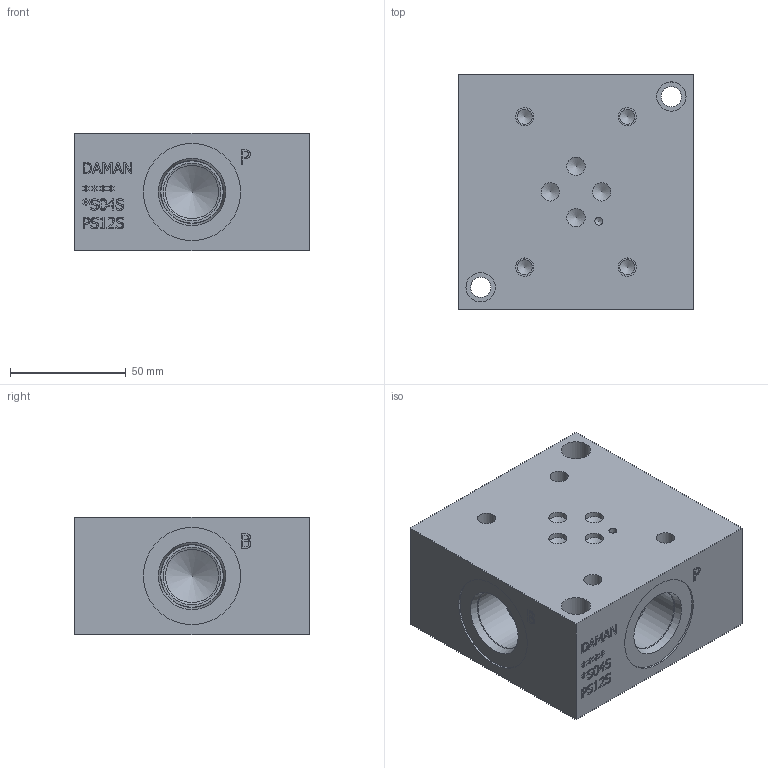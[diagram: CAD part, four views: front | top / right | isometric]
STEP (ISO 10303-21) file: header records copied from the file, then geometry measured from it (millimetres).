
FILE_DESCRIPTION(/* description */ (''),/* implementation_level */ '2;1');
FILE_NAME(/* name */ '_S04SPS12S.stp',/* time_stamp */ '2022-10-03T14:49:31-04:00',/* author */ ('bobbyh'),/* organization */ (''),/* preprocessor_version */ 'ST-DEVELOPER v18',/* originating_system */ 'Autodesk Inventor 2020',/* authorisation */ '');
FILE_SCHEMA (('AUTOMOTIVE_DESIGN { 1 0 10303 214 3 1 1 }'));
Length unit declared in the file: millimetre
Products named in the file (1): Part_AS04SPS12S_3D
Bounding box: 101.6 x 101.6 x 50.8 mm (x, y, z)
Volume: 438893.9 mm3; surface area: 57182.6 mm2
Topology: 1 solids, 1 shells, 473 faces, 1299 edges, 875 vertices
Faces by surface type: plane 285, bspline 126, cylinder 37, cone 25
Full cylindrical faces by diameter (mm): 3.454 x1, 6.528 x4, 7.925 x8, 8.738 x2, 12.7 x2, 23.012 x4, 24.917 x4, 26.99 x1, 27 x3, 27.432 x4, 42.037 x4
Entity records: 15991 total; most frequent: CARTESIAN_POINT 4273, ORIENTED_EDGE 2572, DIRECTION 1868, EDGE_CURVE 1286, LINE 896, VECTOR 896, VERTEX_POINT 875, EDGE_LOOP 537
